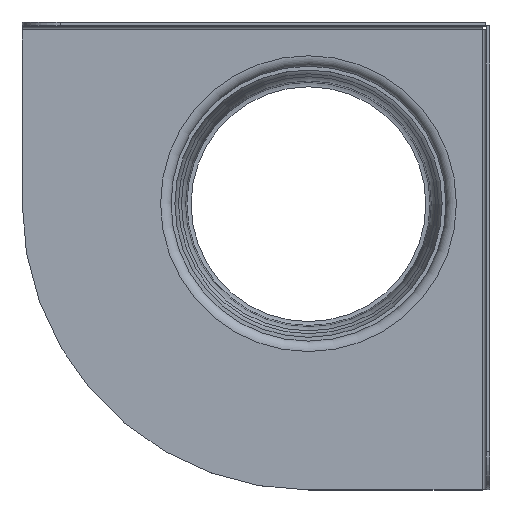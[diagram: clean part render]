
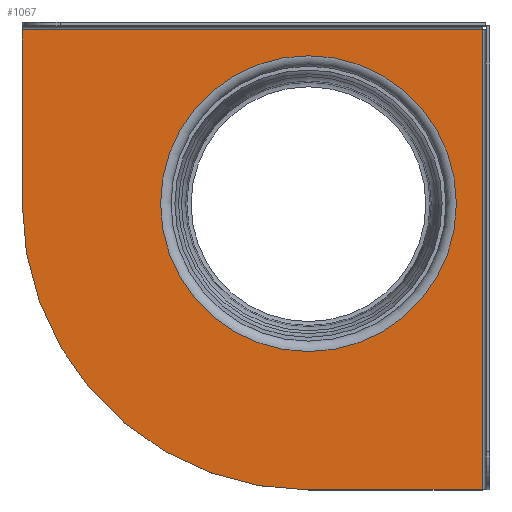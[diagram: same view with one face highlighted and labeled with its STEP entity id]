
A CAD part, top view. The second image highlights one B-rep face of the part: STEP entity #1067.
In plain terms, the highlighted planar face has unit normal (0, 0, 1).
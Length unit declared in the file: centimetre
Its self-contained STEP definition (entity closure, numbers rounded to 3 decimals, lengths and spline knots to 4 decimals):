
#86=FACE_BOUND('',#234,.T.);
#147=FACE_OUTER_BOUND('',#233,.T.);
#233=EDGE_LOOP('',(#890,#891,#892,#893,#894));
#234=EDGE_LOOP('',(#895));
#300=CIRCLE('',#1323,77.5);
#319=CIRCLE('',#1369,150.);
#393=VERTEX_POINT('',#2001);
#419=VERTEX_POINT('',#2071);
#420=VERTEX_POINT('',#2076);
#425=VERTEX_POINT('',#2100);
#429=VERTEX_POINT('',#2122);
#431=VERTEX_POINT('',#2130);
#524=EDGE_CURVE('',#393,#393,#300,.T.);
#568=EDGE_CURVE('',#420,#419,#1142,.T.);
#582=EDGE_CURVE('',#425,#420,#1152,.T.);
#585=EDGE_CURVE('',#429,#419,#1155,.T.);
#588=EDGE_CURVE('',#431,#429,#319,.T.);
#590=EDGE_CURVE('',#425,#431,#1158,.T.);
#890=ORIENTED_EDGE('',*,*,#568,.T.);
#891=ORIENTED_EDGE('',*,*,#585,.F.);
#892=ORIENTED_EDGE('',*,*,#588,.F.);
#893=ORIENTED_EDGE('',*,*,#590,.F.);
#894=ORIENTED_EDGE('',*,*,#582,.T.);
#895=ORIENTED_EDGE('',*,*,#524,.T.);
#1006=PLANE('',#1371);
#1067=ADVANCED_FACE('',(#147,#86),#1006,.T.);
#1142=LINE('',#2091,#1216);
#1152=LINE('',#2118,#1226);
#1155=LINE('',#2124,#1229);
#1158=LINE('',#2134,#1232);
#1216=VECTOR('',#1693,10.);
#1226=VECTOR('',#1727,10.);
#1229=VECTOR('',#1732,10.);
#1232=VECTOR('',#1745,10.);
#1323=AXIS2_PLACEMENT_3D('',#2002,#1603,#1604);
#1369=AXIS2_PLACEMENT_3D('',#2131,#1740,#1741);
#1371=AXIS2_PLACEMENT_3D('',#2135,#1746,#1747);
#1603=DIRECTION('center_axis',(0.,0.,-1.));
#1604=DIRECTION('ref_axis',(1.,0.,0.));
#1693=DIRECTION('',(-1.,0.,0.));
#1727=DIRECTION('',(0.,1.,0.));
#1732=DIRECTION('',(0.,1.,0.));
#1740=DIRECTION('center_axis',(0.,0.,
-1.));
#1741=DIRECTION('ref_axis',(-1.,0.,0.));
#1745=DIRECTION('',(-1.,0.,0.));
#1746=DIRECTION('center_axis',(0.,0.,
1.));
#1747=DIRECTION('ref_axis',(-1.,0.,0.));
#2001=CARTESIAN_POINT('',(0.,-77.5,71.));
#2002=CARTESIAN_POINT('Origin',(0.,0.,
71.));
#2071=CARTESIAN_POINT('',(-150.,91.,71.));
#2076=CARTESIAN_POINT('',(91.,91.,71.));
#2091=CARTESIAN_POINT('',(-83.3107,91.,71.));
#2100=CARTESIAN_POINT('',(91.,-150.,71.));
#2118=CARTESIAN_POINT('',(91.,37.1893,71.));
#2122=CARTESIAN_POINT('',(-150.,0.,71.));
#2124=CARTESIAN_POINT('',(-150.,95.,71.));
#2130=CARTESIAN_POINT('',(0.,-150.,71.));
#2131=CARTESIAN_POINT('Origin',(0.,0.,
71.));
#2134=CARTESIAN_POINT('',(0.,-150.,71.));
#2135=CARTESIAN_POINT('Origin',(-16.6215,-16.6215,71.));
